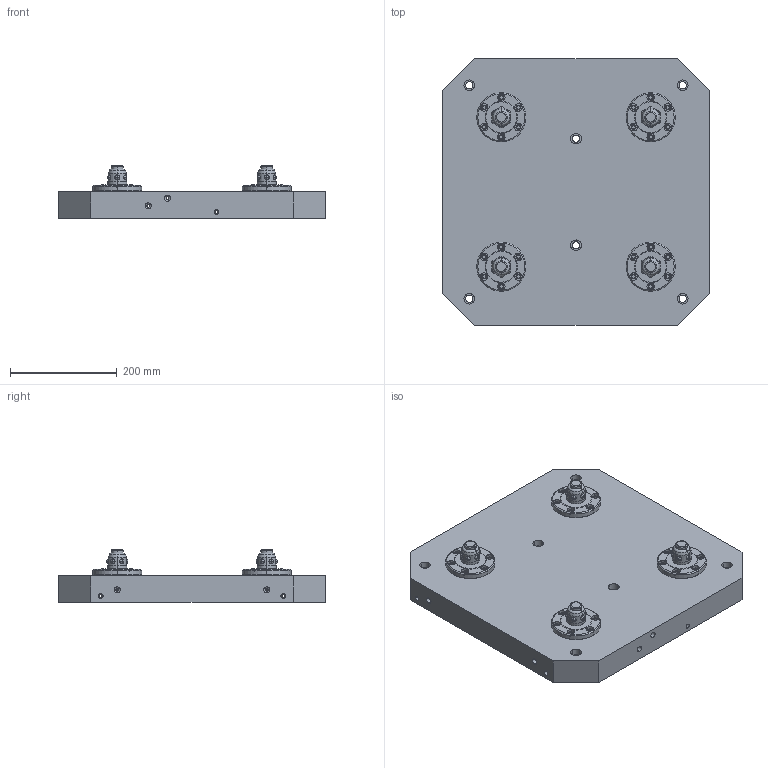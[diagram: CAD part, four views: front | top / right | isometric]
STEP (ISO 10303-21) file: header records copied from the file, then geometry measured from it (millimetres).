
FILE_DESCRIPTION((''),'2;1');
FILE_NAME('EH1990165.stp','2003-08-28T14:53:04',('Grof'),(''),'Autodesk Inventor (tm) 4.0','Autodesk Inventor (tm) 4.0','');
FILE_SCHEMA(('CONFIG_CONTROL_DESIGN'));
Length unit declared in the file: inch
Products named in the file (6): EH1990165; PRODUCT_NAME_10; PRODUCT_NAME_11; PRODUCT_NAME_12; PRODUCT_NAME_13; PRODUCT_NAME_14
Assembly tree (5 placements, depth 2):
  EH1990165
    PRODUCT_NAME_10
    PRODUCT_NAME_11
    PRODUCT_NAME_12
    PRODUCT_NAME_13
    PRODUCT_NAME_14
Bounding box: 500 x 500 x 99 mm (x, y, z)
Volume: 12291161.5 mm3; surface area: 799913.3 mm2
Topology: 5 solids, 5 shells, 1896 faces, 4392 edges, 2530 vertices
Faces by surface type: cylinder 924, cone 514, torus 208, plane 154, sphere 96
Entity records: 56563 total; most frequent: CARTESIAN_POINT 11293, DIRECTION 10704, ORIENTED_EDGE 8624, AXIS2_PLACEMENT_3D 4613, EDGE_CURVE 4312, CIRCLE 2674, VERTEX_POINT 2514, EDGE_LOOP 2082
